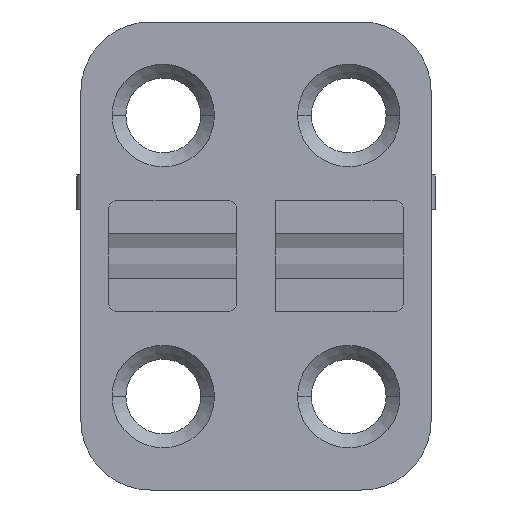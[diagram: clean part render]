
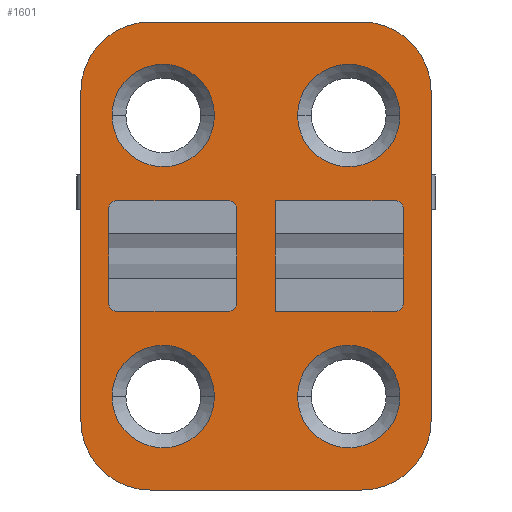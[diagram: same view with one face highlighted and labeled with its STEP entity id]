
A CAD part, front view. The second image highlights one B-rep face of the part: STEP entity #1601.
In plain terms, the highlighted planar face has unit normal (0, -1, 0).
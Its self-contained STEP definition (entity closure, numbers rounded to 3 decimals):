
#2=CARTESIAN_POINT('',(3.35,0.,5.075));
#3=DIRECTION('',(0.,1.,0.));
#4=DIRECTION('',(1.,0.,0.));
#5=AXIS2_PLACEMENT_3D('',#2,#3,#4);
#7=CARTESIAN_POINT('',(3.35,0.,5.075));
#8=DIRECTION('',(0.,1.,0.));
#9=DIRECTION('',(-1.,0.,0.));
#10=AXIS2_PLACEMENT_3D('',#7,#8,#9);
#12=CARTESIAN_POINT('',(-3.35,0.,5.075));
#13=DIRECTION('',(0.,1.,0.));
#14=DIRECTION('',(1.,0.,0.));
#15=AXIS2_PLACEMENT_3D('',#12,#13,#14);
#17=CARTESIAN_POINT('',(-3.35,0.,5.075));
#18=DIRECTION('',(0.,1.,0.));
#19=DIRECTION('',(-1.,0.,0.));
#20=AXIS2_PLACEMENT_3D('',#17,#18,#19);
#22=CARTESIAN_POINT('',(-3.35,0.,-5.075));
#23=DIRECTION('',(0.,1.,0.));
#24=DIRECTION('',(1.,0.,0.));
#25=AXIS2_PLACEMENT_3D('',#22,#23,#24);
#27=CARTESIAN_POINT('',(-3.35,0.,-5.075));
#28=DIRECTION('',(0.,1.,0.));
#29=DIRECTION('',(-1.,0.,0.));
#30=AXIS2_PLACEMENT_3D('',#27,#28,#29);
#32=CARTESIAN_POINT('',(3.35,0.,-5.075));
#33=DIRECTION('',(0.,1.,0.));
#34=DIRECTION('',(1.,0.,0.));
#35=AXIS2_PLACEMENT_3D('',#32,#33,#34);
#37=CARTESIAN_POINT('',(3.35,0.,-5.075));
#38=DIRECTION('',(0.,1.,0.));
#39=DIRECTION('',(-1.,0.,0.));
#40=AXIS2_PLACEMENT_3D('',#37,#38,#39);
#42=CARTESIAN_POINT('',(3.825,0.,5.95));
#43=DIRECTION('',(0.,-1.,0.));
#44=DIRECTION('',(1.,0.,0.));
#45=AXIS2_PLACEMENT_3D('',#42,#43,#44);
#47=DIRECTION('',(0.,0.,-1.));
#48=VECTOR('',#47,11.9);
#49=CARTESIAN_POINT('',(6.325,0.,5.95));
#50=LINE('',#49,#48);
#51=CARTESIAN_POINT('',(3.825,0.,-5.95));
#52=DIRECTION('',(0.,-1.,0.));
#53=DIRECTION('',(0.,0.,-1.));
#54=AXIS2_PLACEMENT_3D('',#51,#52,#53);
#56=DIRECTION('',(-1.,0.,0.));
#57=VECTOR('',#56,7.65);
#58=CARTESIAN_POINT('',(3.825,0.,-8.45));
#59=LINE('',#58,#57);
#60=CARTESIAN_POINT('',(-3.825,0.,-5.95));
#61=DIRECTION('',(0.,-1.,0.));
#62=DIRECTION('',(-1.,0.,0.));
#63=AXIS2_PLACEMENT_3D('',#60,#61,#62);
#65=DIRECTION('',(0.,0.,1.));
#66=VECTOR('',#65,11.9);
#67=CARTESIAN_POINT('',(-6.325,0.,-5.95));
#68=LINE('',#67,#66);
#69=CARTESIAN_POINT('',(-3.825,0.,5.95));
#70=DIRECTION('',(0.,-1.,0.));
#71=DIRECTION('',(0.,0.,1.));
#72=AXIS2_PLACEMENT_3D('',#69,#70,#71);
#74=DIRECTION('',(1.,0.,0.));
#75=VECTOR('',#74,7.65);
#76=CARTESIAN_POINT('',(-3.825,0.,8.45));
#77=LINE('',#76,#75);
#78=DIRECTION('',(0.,0.,1.));
#79=VECTOR('',#78,3.4);
#80=CARTESIAN_POINT('',(5.325,0.,-1.7));
#81=LINE('',#80,#79);
#82=DIRECTION('',(-1.,0.,0.));
#83=VECTOR('',#82,4.325);
#84=CARTESIAN_POINT('',(5.025,0.,2.));
#85=LINE('',#84,#83);
#86=DIRECTION('',(0.,0.,-1.));
#87=VECTOR('',#86,4.);
#88=CARTESIAN_POINT('',(0.7,0.,2.));
#89=LINE('',#88,#87);
#90=DIRECTION('',(1.,0.,0.));
#91=VECTOR('',#90,4.325);
#92=CARTESIAN_POINT('',(0.7,0.,-2.));
#93=LINE('',#92,#91);
#94=DIRECTION('',(1.,0.,0.));
#95=VECTOR('',#94,4.025);
#96=CARTESIAN_POINT('',(-5.025,0.,-2.));
#97=LINE('',#96,#95);
#98=DIRECTION('',(0.,0.,1.));
#99=VECTOR('',#98,3.4);
#100=CARTESIAN_POINT('',(-0.7,0.,-1.7));
#101=LINE('',#100,#99);
#102=DIRECTION('',(-1.,0.,0.));
#103=VECTOR('',#102,4.025);
#104=CARTESIAN_POINT('',(-1.,0.,2.));
#105=LINE('',#104,#103);
#106=DIRECTION('',(0.,0.,-1.));
#107=VECTOR('',#106,3.4);
#108=CARTESIAN_POINT('',(-5.325,0.,1.7));
#109=LINE('',#108,#107);
#1132=CARTESIAN_POINT('',(-5.025,0.,-1.7));
#1133=DIRECTION('',(0.,1.,0.));
#1134=DIRECTION('',(0.,0.,-1.));
#1135=AXIS2_PLACEMENT_3D('',#1132,#1133,#1134);
#1145=CARTESIAN_POINT('',(-1.,0.,-1.7));
#1146=DIRECTION('',(0.,1.,0.));
#1147=DIRECTION('',(1.,0.,0.));
#1148=AXIS2_PLACEMENT_3D('',#1145,#1146,#1147);
#1150=CARTESIAN_POINT('',(-5.025,0.,1.7));
#1151=DIRECTION('',(0.,1.,0.));
#1152=DIRECTION('',(-1.,0.,0.));
#1153=AXIS2_PLACEMENT_3D('',#1150,#1151,#1152);
#1163=CARTESIAN_POINT('',(-1.,0.,1.7));
#1164=DIRECTION('',(0.,1.,0.));
#1165=DIRECTION('',(0.,0.,1.));
#1166=AXIS2_PLACEMENT_3D('',#1163,#1164,#1165);
#1192=CARTESIAN_POINT('',(5.025,0.,-1.7));
#1193=DIRECTION('',(0.,1.,0.));
#1194=DIRECTION('',(1.,0.,0.));
#1195=AXIS2_PLACEMENT_3D('',#1192,#1193,#1194);
#1201=CARTESIAN_POINT('',(5.025,0.,1.7));
#1202=DIRECTION('',(0.,1.,0.));
#1203=DIRECTION('',(0.,0.,1.));
#1204=AXIS2_PLACEMENT_3D('',#1201,#1202,#1203);
#1246=CARTESIAN_POINT('',(5.2,0.,5.075));
#1247=CARTESIAN_POINT('',(1.5,0.,5.075));
#1248=VERTEX_POINT('',#1246);
#1249=VERTEX_POINT('',#1247);
#1254=CARTESIAN_POINT('',(-1.5,0.,5.075));
#1255=CARTESIAN_POINT('',(-5.2,0.,5.075));
#1256=VERTEX_POINT('',#1254);
#1257=VERTEX_POINT('',#1255);
#1262=CARTESIAN_POINT('',(-1.5,0.,-5.075));
#1263=CARTESIAN_POINT('',(-5.2,0.,-5.075));
#1264=VERTEX_POINT('',#1262);
#1265=VERTEX_POINT('',#1263);
#1270=CARTESIAN_POINT('',(5.2,0.,-5.075));
#1271=CARTESIAN_POINT('',(1.5,0.,-5.075));
#1272=VERTEX_POINT('',#1270);
#1273=VERTEX_POINT('',#1271);
#1354=CARTESIAN_POINT('',(6.325,0.,5.95));
#1355=CARTESIAN_POINT('',(3.825,0.,8.45));
#1356=VERTEX_POINT('',#1354);
#1357=VERTEX_POINT('',#1355);
#1362=CARTESIAN_POINT('',(-3.825,0.,8.45));
#1363=CARTESIAN_POINT('',(-6.325,0.,5.95));
#1364=VERTEX_POINT('',#1362);
#1365=VERTEX_POINT('',#1363);
#1370=CARTESIAN_POINT('',(3.825,0.,-8.45));
#1371=CARTESIAN_POINT('',(6.325,0.,-5.95));
#1372=VERTEX_POINT('',#1370);
#1373=VERTEX_POINT('',#1371);
#1378=CARTESIAN_POINT('',(-6.325,0.,-5.95));
#1379=CARTESIAN_POINT('',(-3.825,0.,-8.45));
#1380=VERTEX_POINT('',#1378);
#1381=VERTEX_POINT('',#1379);
#1402=CARTESIAN_POINT('',(0.7,0.,2.));
#1403=CARTESIAN_POINT('',(0.7,0.,-2.));
#1404=VERTEX_POINT('',#1402);
#1405=VERTEX_POINT('',#1403);
#1414=CARTESIAN_POINT('',(5.325,0.,-1.7));
#1415=VERTEX_POINT('',#1414);
#1416=CARTESIAN_POINT('',(5.025,0.,-2.));
#1417=VERTEX_POINT('',#1416);
#1422=CARTESIAN_POINT('',(5.025,0.,2.));
#1423=VERTEX_POINT('',#1422);
#1424=CARTESIAN_POINT('',(5.325,0.,1.7));
#1425=VERTEX_POINT('',#1424);
#1430=CARTESIAN_POINT('',(-0.7,0.,-1.7));
#1431=VERTEX_POINT('',#1430);
#1432=CARTESIAN_POINT('',(-1.,0.,-2.));
#1433=VERTEX_POINT('',#1432);
#1438=CARTESIAN_POINT('',(-5.025,0.,-2.));
#1439=VERTEX_POINT('',#1438);
#1440=CARTESIAN_POINT('',(-5.325,0.,-1.7));
#1441=VERTEX_POINT('',#1440);
#1446=CARTESIAN_POINT('',(-5.325,0.,1.7));
#1447=VERTEX_POINT('',#1446);
#1448=CARTESIAN_POINT('',(-5.025,0.,2.));
#1449=VERTEX_POINT('',#1448);
#1454=CARTESIAN_POINT('',(-1.,0.,2.));
#1455=VERTEX_POINT('',#1454);
#1456=CARTESIAN_POINT('',(-0.7,0.,1.7));
#1457=VERTEX_POINT('',#1456);
#1522=CARTESIAN_POINT('',(0.,0.,0.));
#1523=DIRECTION('',(0.,1.,0.));
#1524=DIRECTION('',(1.,0.,0.));
#1525=AXIS2_PLACEMENT_3D('',#1522,#1523,#1524);
#1526=PLANE('',#1525);
#1528=ORIENTED_EDGE('',*,*,#1527,.F.);
#1530=ORIENTED_EDGE('',*,*,#1529,.T.);
#1532=ORIENTED_EDGE('',*,*,#1531,.F.);
#1534=ORIENTED_EDGE('',*,*,#1533,.T.);
#1536=ORIENTED_EDGE('',*,*,#1535,.F.);
#1538=ORIENTED_EDGE('',*,*,#1537,.T.);
#1540=ORIENTED_EDGE('',*,*,#1539,.F.);
#1542=ORIENTED_EDGE('',*,*,#1541,.T.);
#1543=EDGE_LOOP('',(#1528,#1530,#1532,#1534,#1536,#1538,#1540,#1542));
#1544=FACE_OUTER_BOUND('',#1543,.F.);
#1546=ORIENTED_EDGE('',*,*,#1545,.F.);
#1548=ORIENTED_EDGE('',*,*,#1547,.F.);
#1549=EDGE_LOOP('',(#1546,#1548));
#1550=FACE_BOUND('',#1549,.F.);
#1552=ORIENTED_EDGE('',*,*,#1551,.F.);
#1554=ORIENTED_EDGE('',*,*,#1553,.F.);
#1555=EDGE_LOOP('',(#1552,#1554));
#1556=FACE_BOUND('',#1555,.F.);
#1558=ORIENTED_EDGE('',*,*,#1557,.F.);
#1560=ORIENTED_EDGE('',*,*,#1559,.F.);
#1561=EDGE_LOOP('',(#1558,#1560));
#1562=FACE_BOUND('',#1561,.F.);
#1564=ORIENTED_EDGE('',*,*,#1563,.F.);
#1566=ORIENTED_EDGE('',*,*,#1565,.F.);
#1567=EDGE_LOOP('',(#1564,#1566));
#1568=FACE_BOUND('',#1567,.F.);
#1570=ORIENTED_EDGE('',*,*,#1569,.T.);
#1572=ORIENTED_EDGE('',*,*,#1571,.F.);
#1574=ORIENTED_EDGE('',*,*,#1573,.T.);
#1576=ORIENTED_EDGE('',*,*,#1575,.T.);
#1578=ORIENTED_EDGE('',*,*,#1577,.T.);
#1580=ORIENTED_EDGE('',*,*,#1579,.F.);
#1581=EDGE_LOOP('',(#1570,#1572,#1574,#1576,#1578,#1580));
#1582=FACE_BOUND('',#1581,.F.);
#1584=ORIENTED_EDGE('',*,*,#1583,.T.);
#1586=ORIENTED_EDGE('',*,*,#1585,.F.);
#1588=ORIENTED_EDGE('',*,*,#1587,.T.);
#1590=ORIENTED_EDGE('',*,*,#1589,.F.);
#1592=ORIENTED_EDGE('',*,*,#1591,.T.);
#1594=ORIENTED_EDGE('',*,*,#1593,.F.);
#1596=ORIENTED_EDGE('',*,*,#1595,.T.);
#1598=ORIENTED_EDGE('',*,*,#1597,.F.);
#1599=EDGE_LOOP('',(#1584,#1586,#1588,#1590,#1592,#1594,#1596,#1598));
#1600=FACE_BOUND('',#1599,.F.);
#1601=ADVANCED_FACE('',(#1544,#1550,#1556,#1562,#1568,#1582,#1600),#1526,.F.);
#6=CIRCLE('',#5,1.85);
#11=CIRCLE('',#10,1.85);
#16=CIRCLE('',#15,1.85);
#21=CIRCLE('',#20,1.85);
#26=CIRCLE('',#25,1.85);
#31=CIRCLE('',#30,1.85);
#36=CIRCLE('',#35,1.85);
#41=CIRCLE('',#40,1.85);
#46=CIRCLE('',#45,2.5);
#55=CIRCLE('',#54,2.5);
#64=CIRCLE('',#63,2.5);
#73=CIRCLE('',#72,2.5);
#1136=CIRCLE('',#1135,0.3);
#1149=CIRCLE('',#1148,0.3);
#1154=CIRCLE('',#1153,0.3);
#1167=CIRCLE('',#1166,0.3);
#1196=CIRCLE('',#1195,0.3);
#1205=CIRCLE('',#1204,0.3);
#1527=EDGE_CURVE('',#1356,#1357,#46,.T.);
#1529=EDGE_CURVE('',#1356,#1373,#50,.T.);
#1531=EDGE_CURVE('',#1372,#1373,#55,.T.);
#1533=EDGE_CURVE('',#1372,#1381,#59,.T.);
#1535=EDGE_CURVE('',#1380,#1381,#64,.T.);
#1537=EDGE_CURVE('',#1380,#1365,#68,.T.);
#1539=EDGE_CURVE('',#1364,#1365,#73,.T.);
#1541=EDGE_CURVE('',#1364,#1357,#77,.T.);
#1545=EDGE_CURVE('',#1256,#1257,#16,.T.);
#1547=EDGE_CURVE('',#1257,#1256,#21,.T.);
#1551=EDGE_CURVE('',#1264,#1265,#26,.T.);
#1553=EDGE_CURVE('',#1265,#1264,#31,.T.);
#1557=EDGE_CURVE('',#1272,#1273,#36,.T.);
#1559=EDGE_CURVE('',#1273,#1272,#41,.T.);
#1563=EDGE_CURVE('',#1248,#1249,#6,.T.);
#1565=EDGE_CURVE('',#1249,#1248,#11,.T.);
#1569=EDGE_CURVE('',#1415,#1425,#81,.T.);
#1571=EDGE_CURVE('',#1423,#1425,#1205,.T.);
#1573=EDGE_CURVE('',#1423,#1404,#85,.T.);
#1575=EDGE_CURVE('',#1404,#1405,#89,.T.);
#1577=EDGE_CURVE('',#1405,#1417,#93,.T.);
#1579=EDGE_CURVE('',#1415,#1417,#1196,.T.);
#1583=EDGE_CURVE('',#1439,#1433,#97,.T.);
#1585=EDGE_CURVE('',#1431,#1433,#1149,.T.);
#1587=EDGE_CURVE('',#1431,#1457,#101,.T.);
#1589=EDGE_CURVE('',#1455,#1457,#1167,.T.);
#1591=EDGE_CURVE('',#1455,#1449,#105,.T.);
#1593=EDGE_CURVE('',#1447,#1449,#1154,.T.);
#1595=EDGE_CURVE('',#1447,#1441,#109,.T.);
#1597=EDGE_CURVE('',#1439,#1441,#1136,.T.);
